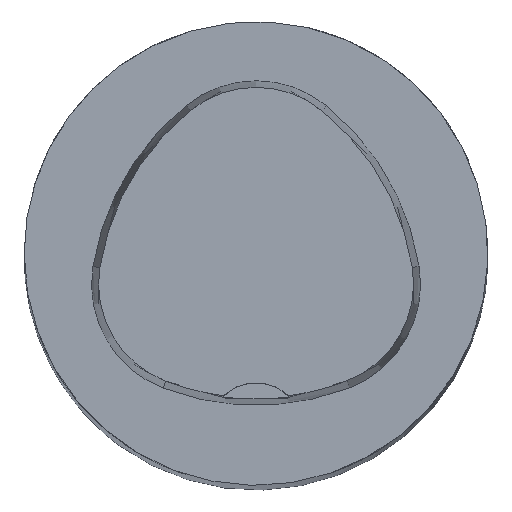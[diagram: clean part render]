
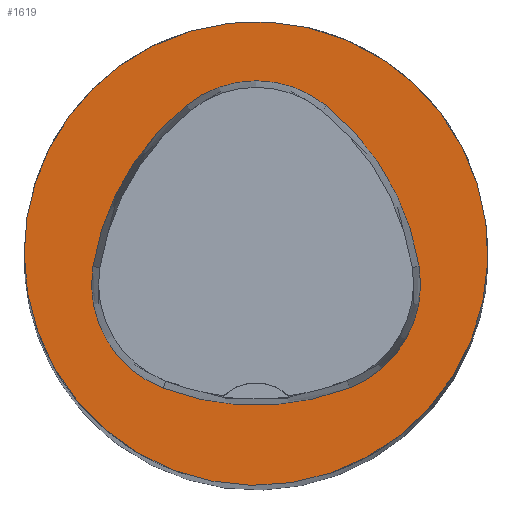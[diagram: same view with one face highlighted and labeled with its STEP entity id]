
A CAD part, top view. The second image highlights one B-rep face of the part: STEP entity #1619.
In plain terms, the highlighted planar face has unit normal (0, 0, 1).
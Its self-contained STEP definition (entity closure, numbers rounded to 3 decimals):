
#1619=ADVANCED_FACE('',(#2174,#2175),#1906,.T.);
#1906=PLANE('',#5785);
#2174=FACE_BOUND('',#2252,.T.);
#2175=FACE_BOUND('',#2253,.T.);
#2252=EDGE_LOOP('',(#2729,#2730,#2731,#2732,#2733,#2734));
#2253=EDGE_LOOP('',(#2735));
#2729=ORIENTED_EDGE('',*,*,#4849,.T.);
#2730=ORIENTED_EDGE('',*,*,#4829,.T.);
#2731=ORIENTED_EDGE('',*,*,#4833,.T.);
#2732=ORIENTED_EDGE('',*,*,#4836,.T.);
#2733=ORIENTED_EDGE('',*,*,#4839,.T.);
#2734=ORIENTED_EDGE('',*,*,#4847,.T.);
#2735=ORIENTED_EDGE('',*,*,#4801,.F.);
#4232=VERTEX_POINT('',#7702);
#4260=VERTEX_POINT('',#7918);
#4261=VERTEX_POINT('',#7919);
#4264=VERTEX_POINT('',#7927);
#4266=VERTEX_POINT('',#7933);
#4268=VERTEX_POINT('',#7939);
#4275=VERTEX_POINT('',#7960);
#4801=EDGE_CURVE('',#4232,#4232,#5573,.T.);
#4829=EDGE_CURVE('',#4260,#4261,#5576,.T.);
#4833=EDGE_CURVE('',#4261,#4264,#5578,.T.);
#4836=EDGE_CURVE('',#4264,#4266,#5580,.T.);
#4839=EDGE_CURVE('',#4266,#4268,#5582,.T.);
#4847=EDGE_CURVE('',#4268,#4275,#5586,.T.);
#4849=EDGE_CURVE('',#4275,#4260,#5588,.T.);
#5573=CIRCLE('',#5746,25.);
#5576=CIRCLE('',#5763,28.);
#5578=CIRCLE('',#5766,12.);
#5580=CIRCLE('',#5769,28.);
#5582=CIRCLE('',#5772,12.);
#5586=CIRCLE('',#5777,28.);
#5588=CIRCLE('',#5780,12.);
#5746=AXIS2_PLACEMENT_3D('',#7701,#6268,#6269);
#5763=AXIS2_PLACEMENT_3D('',#7917,#6310,#6311);
#5766=AXIS2_PLACEMENT_3D('',#7926,#6318,#6319);
#5769=AXIS2_PLACEMENT_3D('',#7932,#6325,#6326);
#5772=AXIS2_PLACEMENT_3D('',#7938,#6332,#6333);
#5777=AXIS2_PLACEMENT_3D('',#7961,#6344,#6345);
#5780=AXIS2_PLACEMENT_3D('',#7964,#6350,#6351);
#5785=AXIS2_PLACEMENT_3D('',#7969,#6360,#6361);
#6268=DIRECTION('',(0.,0.,-1.));
#6269=DIRECTION('',(-1.,0.,0.));
#6310=DIRECTION('',(0.,0.,-1.));
#6311=DIRECTION('',(-1.,0.,0.));
#6318=DIRECTION('',(0.,0.,-1.));
#6319=DIRECTION('',(-1.,0.,0.));
#6325=DIRECTION('',(0.,0.,-1.));
#6326=DIRECTION('',(-1.,0.,0.));
#6332=DIRECTION('',(0.,0.,-1.));
#6333=DIRECTION('',(-1.,0.,0.));
#6344=DIRECTION('',(0.,0.,-1.));
#6345=DIRECTION('',(-1.,0.,0.));
#6350=DIRECTION('',(0.,0.,-1.));
#6351=DIRECTION('',(-1.,0.,0.));
#6360=DIRECTION('',(0.,0.,1.));
#6361=DIRECTION('',(1.,0.,0.));
#7701=CARTESIAN_POINT('',(0.,0.,0.));
#7702=CARTESIAN_POINT('',(-25.,0.,0.));
#7917=CARTESIAN_POINT('',(10.068,-5.824,0.));
#7918=CARTESIAN_POINT('',(-17.584,-1.424,0.));
#7919=CARTESIAN_POINT('',(-7.531,15.953,0.));
#7926=CARTESIAN_POINT('',(0.011,6.62,0.));
#7927=CARTESIAN_POINT('',(7.567,15.942,0.));
#7932=CARTESIAN_POINT('',(-10.063,-5.81,0.));
#7933=CARTESIAN_POINT('',(17.59,-1.418,0.));
#7938=CARTESIAN_POINT('',(5.739,-3.3,0.));
#7939=CARTESIAN_POINT('',(10.05,-14.499,0.));
#7960=CARTESIAN_POINT('',(-10.025,-14.516,0.));
#7961=CARTESIAN_POINT('',(-0.01,11.631,0.));
#7964=CARTESIAN_POINT('',(-5.733,-3.31,0.));
#7969=CARTESIAN_POINT('',(0.,0.,0.));
